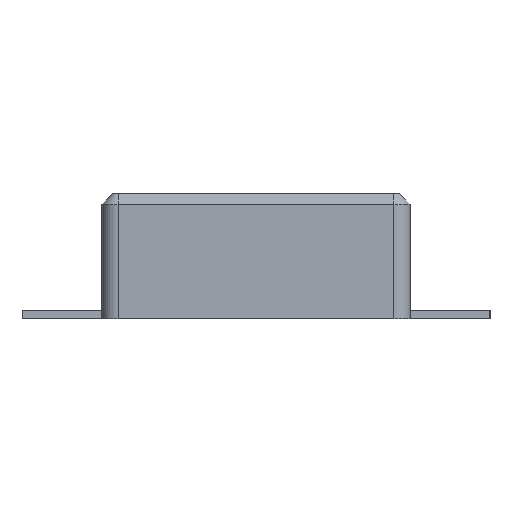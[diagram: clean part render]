
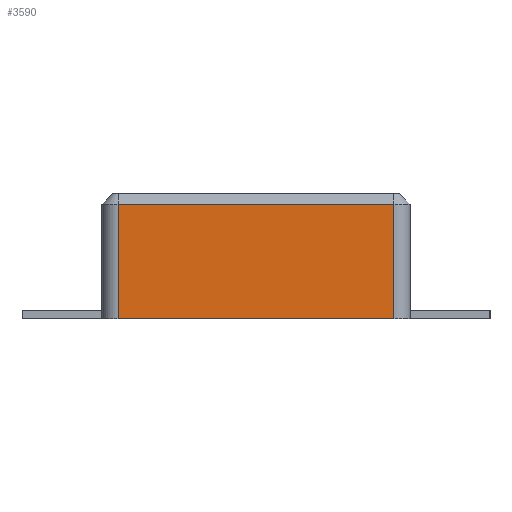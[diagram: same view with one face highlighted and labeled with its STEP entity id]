
A CAD part, left-side view. The second image highlights one B-rep face of the part: STEP entity #3590.
In plain terms, the highlighted planar face has unit normal (-1, 0, 0).
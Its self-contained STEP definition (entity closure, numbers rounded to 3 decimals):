
#758 = VERTEX_POINT('',#759);
#759 = CARTESIAN_POINT('',(-4.475,-1.265,0.));
#766 = EDGE_CURVE('',#767,#758,#769,.T.);
#767 = VERTEX_POINT('',#768);
#768 = CARTESIAN_POINT('',(-4.475,1.265,0.));
#769 = LINE('',#770,#771);
#770 = CARTESIAN_POINT('',(-4.475,1.415,0.));
#771 = VECTOR('',#772,1.);
#772 = DIRECTION('',(0.,-1.,0.));
#938 = EDGE_CURVE('',#758,#939,#941,.T.);
#939 = VERTEX_POINT('',#940);
#940 = CARTESIAN_POINT('',(-4.475,-1.265,1.05));
#941 = LINE('',#942,#943);
#942 = CARTESIAN_POINT('',(-4.475,-1.265,0.));
#943 = VECTOR('',#944,1.);
#944 = DIRECTION('',(0.,0.,1.));
#3590 = ADVANCED_FACE('',(#3591),#3609,.F.);
#3591 = FACE_BOUND('',#3592,.F.);
#3592 = EDGE_LOOP('',(#3593,#3601,#3607,#3608));
#3593 = ORIENTED_EDGE('',*,*,#3594,.T.);
#3594 = EDGE_CURVE('',#767,#3595,#3597,.T.);
#3595 = VERTEX_POINT('',#3596);
#3596 = CARTESIAN_POINT('',(-4.475,1.265,1.05));
#3597 = LINE('',#3598,#3599);
#3598 = CARTESIAN_POINT('',(-4.475,1.265,0.));
#3599 = VECTOR('',#3600,1.);
#3600 = DIRECTION('',(0.,0.,1.));
#3601 = ORIENTED_EDGE('',*,*,#3602,.T.);
#3602 = EDGE_CURVE('',#3595,#939,#3603,.T.);
#3603 = LINE('',#3604,#3605);
#3604 = CARTESIAN_POINT('',(-4.475,1.265,1.05));
#3605 = VECTOR('',#3606,1.);
#3606 = DIRECTION('',(0.,-1.,0.));
#3607 = ORIENTED_EDGE('',*,*,#938,.F.);
#3608 = ORIENTED_EDGE('',*,*,#766,.F.);
#3609 = PLANE('',#3610);
#3610 = AXIS2_PLACEMENT_3D('',#3611,#3612,#3613);
#3611 = CARTESIAN_POINT('',(-4.475,1.415,0.));
#3612 = DIRECTION('',(1.,0.,0.));
#3613 = DIRECTION('',(0.,-1.,0.));
